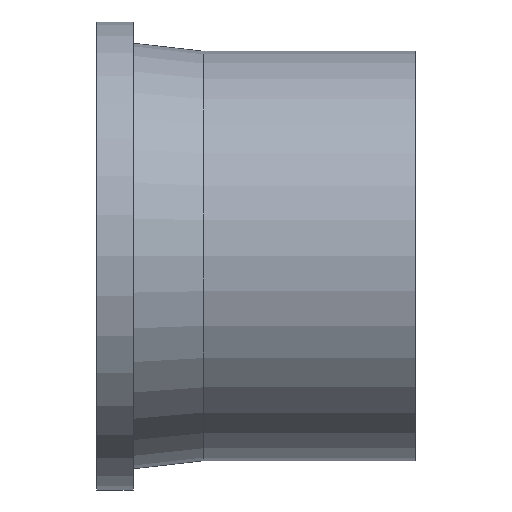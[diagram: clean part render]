
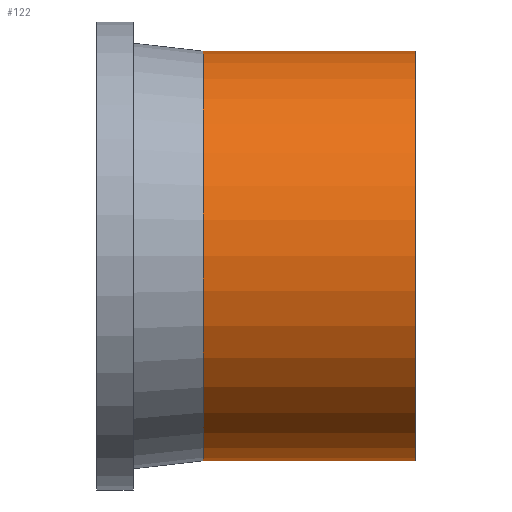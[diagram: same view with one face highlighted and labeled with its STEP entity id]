
A CAD part, top view. The second image highlights one B-rep face of the part: STEP entity #122.
In plain terms, the highlighted cylindrical face has radius 140 mm (diameter 280 mm), a partial arc.
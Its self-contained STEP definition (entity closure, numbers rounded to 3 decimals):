
#74 = VERTEX_POINT( '', #186 );
#82 = EDGE_CURVE( '', #74, #84, #197, .T. );
#84 = VERTEX_POINT( '', #199 );
#122 = ADVANCED_FACE( '', ( #242 ), #243, .T. );
#136 = VERTEX_POINT( '', #260 );
#138 = EDGE_CURVE( '', #158, #136, #262, .T. );
#154 = EDGE_CURVE( '', #158, #84, #279, .T. );
#158 = VERTEX_POINT( '', #283 );
#164 = EDGE_CURVE( '', #136, #74, #290, .T. );
#186 = CARTESIAN_POINT( '', ( 0., 140., 0. ) );
#197 = LINE( '', #315, #316 );
#199 = CARTESIAN_POINT( '', ( -145., 140., 0. ) );
#242 = FACE_OUTER_BOUND( '', #374, .T. );
#243 = CYLINDRICAL_SURFACE( '', #375, 140. );
#260 = CARTESIAN_POINT( '', ( 0., -140., 0. ) );
#262 = LINE( '', #397, #398 );
#279 = CIRCLE( '', #421, 140. );
#283 = CARTESIAN_POINT( '', ( -145., -140., 0. ) );
#290 = CIRCLE( '', #435, 140. );
#315 = CARTESIAN_POINT( '', ( -72.5, 140., 0. ) );
#316 = VECTOR( '', #458, 1. );
#374 = EDGE_LOOP( '', ( #507, #508, #509, #510 ) );
#375 = AXIS2_PLACEMENT_3D( '', #511, #512, #513 );
#397 = CARTESIAN_POINT( '', ( -72.5, -140., 0. ) );
#398 = VECTOR( '', #539, 1. );
#421 = AXIS2_PLACEMENT_3D( '', #558, #559, #560 );
#435 = AXIS2_PLACEMENT_3D( '', #575, #576, #577 );
#458 = DIRECTION( '', ( -1., 0., 0. ) );
#507 = ORIENTED_EDGE( '', *, *, #82, .T. );
#508 = ORIENTED_EDGE( '', *, *, #154, .F. );
#509 = ORIENTED_EDGE( '', *, *, #138, .T. );
#510 = ORIENTED_EDGE( '', *, *, #164, .T. );
#511 = CARTESIAN_POINT( '', ( -72.5, 0., 0. ) );
#512 = DIRECTION( '', ( 1., 0., 0. ) );
#513 = DIRECTION( '', ( 0., 1., 0. ) );
#539 = DIRECTION( '', ( 1., 0., 0. ) );
#558 = CARTESIAN_POINT( '', ( -145., 0., 0. ) );
#559 = DIRECTION( '', ( -1., 0., 0. ) );
#560 = DIRECTION( '', ( 0., 1., 0. ) );
#575 = CARTESIAN_POINT( '', ( 0., 0., 0. ) );
#576 = DIRECTION( '', ( -1., 0., 0. ) );
#577 = DIRECTION( '', ( 0., 1., 0. ) );
